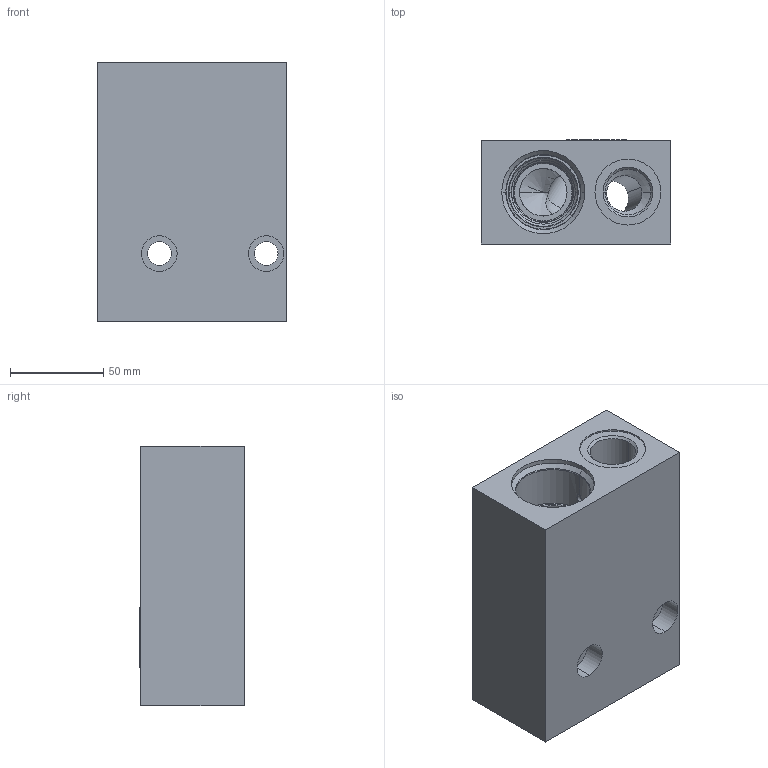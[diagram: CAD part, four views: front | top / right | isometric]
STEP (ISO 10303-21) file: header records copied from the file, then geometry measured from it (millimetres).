
FILE_DESCRIPTION((''),'2;1');
FILE_NAME('ZTL_ASM','2019-10-03T',('ProEService'),(''),'PRO/ENGINEER BY PARAMETRIC TECHNOLOGY CORPORATION, 2014200','PRO/ENGINEER BY PARAMETRIC TECHNOLOGY CORPORATION, 2014200','');
FILE_SCHEMA(('CONFIG_CONTROL_DESIGN'));
Length unit declared in the file: inch
Products named in the file (3): 150-801-003; 500-001-121; ZTL_ASM
Assembly tree (2 placements, depth 2):
  ZTL_ASM
    150-801-003
    500-001-121
Bounding box: 101.6 x 56.03 x 138.91 mm (x, y, z)
Volume: 593949.9 mm3; surface area: 86144.9 mm2
Topology: 2 solids, 2 shells, 106 faces, 469 edges, 459 vertices
Faces by surface type: cylinder 48, cone 28, plane 15, torus 6, sphere 5, revolution 4
Entity records: 6002 total; most frequent: CARTESIAN_POINT 2345, DIRECTION 745, ORIENTED_EDGE 514, VECTOR 293, LINE 293, EDGE_CURVE 257, AXIS2_PLACEMENT_3D 224, TRIMMED_CURVE 208
